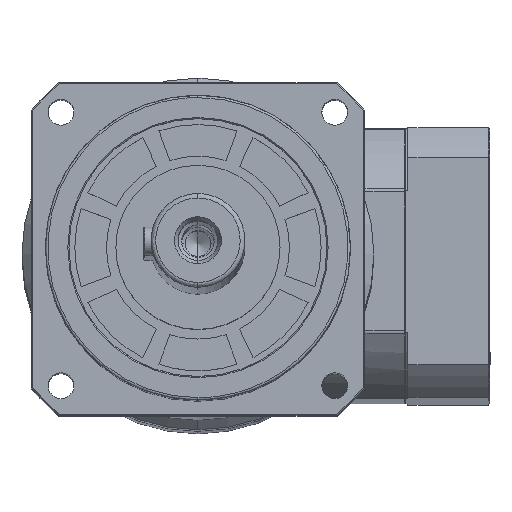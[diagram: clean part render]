
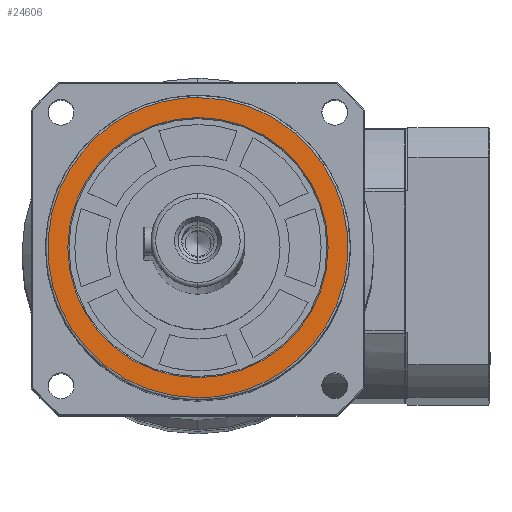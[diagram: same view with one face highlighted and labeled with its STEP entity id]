
A CAD part, left-side view. The second image highlights one B-rep face of the part: STEP entity #24606.
In plain terms, the highlighted face is planar.
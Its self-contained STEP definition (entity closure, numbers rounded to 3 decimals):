
#686 = CARTESIAN_POINT ( 'NONE',  ( -64., 0., -48.5 ) ) ;
#932 = FACE_OUTER_BOUND ( 'NONE', #13776, .T. ) ;
#1180 = CARTESIAN_POINT ( 'NONE',  ( -64., 0., -48.5 ) ) ;
#1699 = CARTESIAN_POINT ( 'NONE',  ( 0., 0., -48.5 ) ) ;
#1990 = CARTESIAN_POINT ( 'NONE',  ( -64., 0., -48.5 ) ) ;
#3903 = CARTESIAN_POINT ( 'NONE',  ( 64., 0., -48.5 ) ) ;
#4660 = ORIENTED_EDGE ( 'NONE', *, *, #41941, .F. ) ;
#5020 = DIRECTION ( 'NONE',  ( 1., 0., 0. ) ) ;
#6496 = DIRECTION ( 'NONE',  ( 0., 0., -1. ) ) ;
#7685 = VERTEX_POINT ( 'NONE', #1990 ) ;
#8182 = PLANE ( 'NONE',  #28202 ) ;
#10547 =( BOUNDED_CURVE ( )  B_SPLINE_CURVE ( 3, ( #1180, #10948, #11213, #33950 ),
 .UNSPECIFIED., .F., .F. ) 
 B_SPLINE_CURVE_WITH_KNOTS ( ( 4, 4 ),
 ( 0., 0.5 ),
 .UNSPECIFIED. ) 
 CURVE ( )  GEOMETRIC_REPRESENTATION_ITEM ( )  RATIONAL_B_SPLINE_CURVE ( ( 1., 0.333, 0.333, 1. ) ) 
 REPRESENTATION_ITEM ( '' )  );
#10612 = VERTEX_POINT ( 'NONE', #35036 ) ;
#10948 = CARTESIAN_POINT ( 'NONE',  ( -64., -128., -48.5 ) ) ;
#11187 = VERTEX_POINT ( 'NONE', #22869 ) ;
#11213 = CARTESIAN_POINT ( 'NONE',  ( 64., -128., -48.5 ) ) ;
#12842 = ORIENTED_EDGE ( 'NONE', *, *, #26196, .F. ) ;
#13776 = EDGE_LOOP ( 'NONE', ( #19584, #19770 ) ) ;
#13966 = CARTESIAN_POINT ( 'NONE',  ( 0., 0., -48.5 ) ) ;
#16982 = CIRCLE ( 'NONE', #29585, 55.5 ) ;
#17236 = DIRECTION ( 'NONE',  ( 0., 1., 0. ) ) ;
#17248 = EDGE_CURVE ( 'NONE', #7685, #10612, #10547, .T. ) ;
#19584 = ORIENTED_EDGE ( 'NONE', *, *, #17248, .F. ) ;
#19770 = ORIENTED_EDGE ( 'NONE', *, *, #41952, .F. ) ;
#20460 = CARTESIAN_POINT ( 'NONE',  ( -64., 128., -48.5 ) ) ;
#22759 = AXIS2_PLACEMENT_3D ( 'NONE', #26171, #6496, #29509 ) ;
#22869 = CARTESIAN_POINT ( 'NONE',  ( 0., 55.5, -48.5 ) ) ;
#24606 = ADVANCED_FACE ( 'NONE', ( #42113, #932 ), #8182, .F. ) ;
#24697 = DIRECTION ( 'NONE',  ( 0., 0., 1. ) ) ;
#26171 = CARTESIAN_POINT ( 'NONE',  ( 0., 0., -48.5 ) ) ;
#26196 = EDGE_CURVE ( 'NONE', #27776, #11187, #39454, .T. ) ;
#27776 = VERTEX_POINT ( 'NONE', #37280 ) ;
#28194 = EDGE_LOOP ( 'NONE', ( #4660, #12842 ) ) ;
#28202 = AXIS2_PLACEMENT_3D ( 'NONE', #1699, #24697, #5020 ) ;
#29509 = DIRECTION ( 'NONE',  ( 0., 1., 0. ) ) ;
#29585 = AXIS2_PLACEMENT_3D ( 'NONE', #13966, #36560, #17236 ) ;
#33950 = CARTESIAN_POINT ( 'NONE',  ( 64., 0., -48.5 ) ) ;
#35036 = CARTESIAN_POINT ( 'NONE',  ( 64., 0., -48.5 ) ) ;
#36560 = DIRECTION ( 'NONE',  ( 0., 0., -1. ) ) ;
#36696 =( BOUNDED_CURVE ( )  B_SPLINE_CURVE ( 3, ( #3903, #39489, #20460, #686 ),
 .UNSPECIFIED., .F., .F. ) 
 B_SPLINE_CURVE_WITH_KNOTS ( ( 4, 4 ),
 ( 0.5, 1. ),
 .UNSPECIFIED. ) 
 CURVE ( )  GEOMETRIC_REPRESENTATION_ITEM ( )  RATIONAL_B_SPLINE_CURVE ( ( 1., 0.333, 0.333, 1. ) ) 
 REPRESENTATION_ITEM ( '' )  );
#37280 = CARTESIAN_POINT ( 'NONE',  ( 0., -55.5, -48.5 ) ) ;
#39454 = CIRCLE ( 'NONE', #22759, 55.5 ) ;
#39489 = CARTESIAN_POINT ( 'NONE',  ( 64., 128., -48.5 ) ) ;
#41941 = EDGE_CURVE ( 'NONE', #11187, #27776, #16982, .T. ) ;
#41952 = EDGE_CURVE ( 'NONE', #10612, #7685, #36696, .T. ) ;
#42113 = FACE_BOUND ( 'NONE', #28194, .T. ) ;
